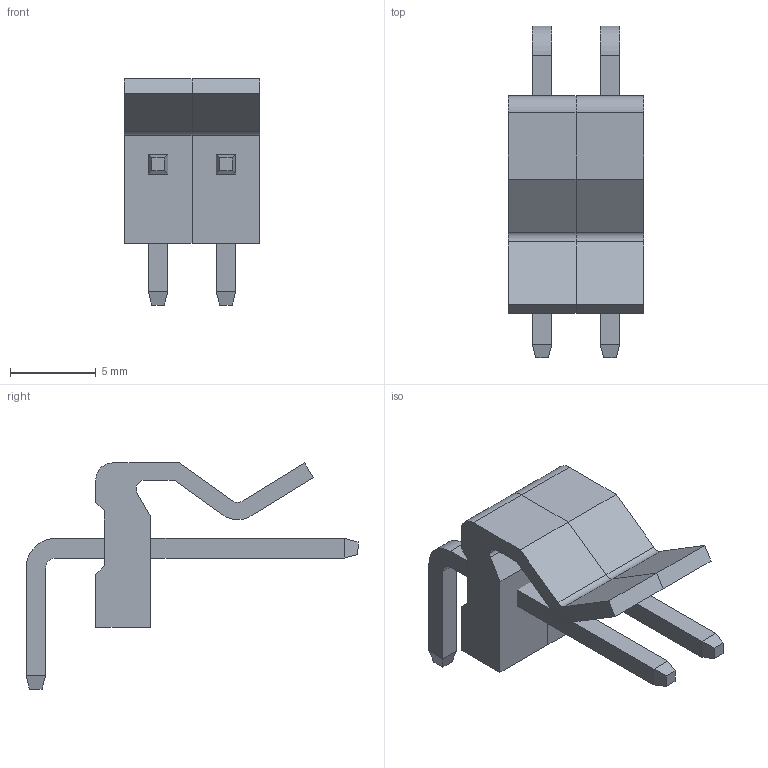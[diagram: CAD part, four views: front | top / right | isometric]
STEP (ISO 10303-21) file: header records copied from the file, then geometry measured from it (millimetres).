
FILE_DESCRIPTION (( 'STEP AP214' ), '1' );
FILE_NAME ('User Library-Cvilux_CI5102P1H00.STEP', '2015-09-01T19:08:33', ( 'Windows User' ), ( '' ), 'SwSTEP 2.0', 'SolidWorks 2015', '' );
FILE_SCHEMA (( 'AUTOMOTIVE_DESIGN' ));
Length unit declared in the file: centimetre
Products named in the file (3): User Library-Cvilux_CI5102P1H00; User Library-Cvilux_CI5102P1H00_pin; User Library-Cvilux_CI5102P1H00_BASE
Assembly tree (4 placements, depth 2):
  User Library-Cvilux_CI5102P1H00
    User Library-Cvilux_CI5102P1H00_BASE  x2
    User Library-Cvilux_CI5102P1H00_pin  x2
Bounding box: 7.92 x 19.37 x 13.2 mm (x, y, z)
Volume: 370 mm3; surface area: 772 mm2
Topology: 4 solids, 4 shells, 80 faces, 200 edges, 128 vertices
Faces by surface type: plane 66, cylinder 14
Entity records: 1740 total; most frequent: CARTESIAN_POINT 211, DIRECTION 208, ORIENTED_EDGE 200, EDGE_CURVE 100, VECTOR 86, LINE 86, VERTEX_POINT 64, AXIS2_PLACEMENT_3D 61
